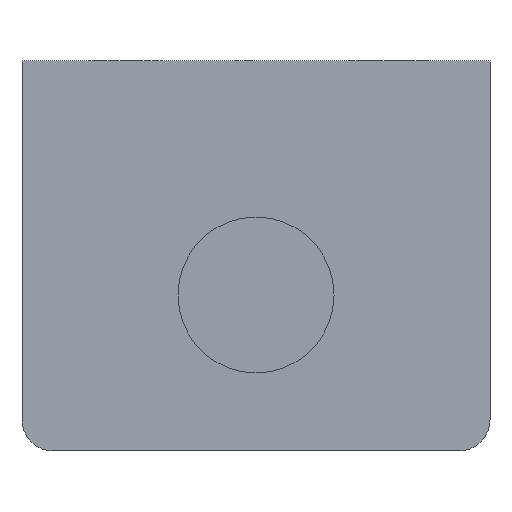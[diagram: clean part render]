
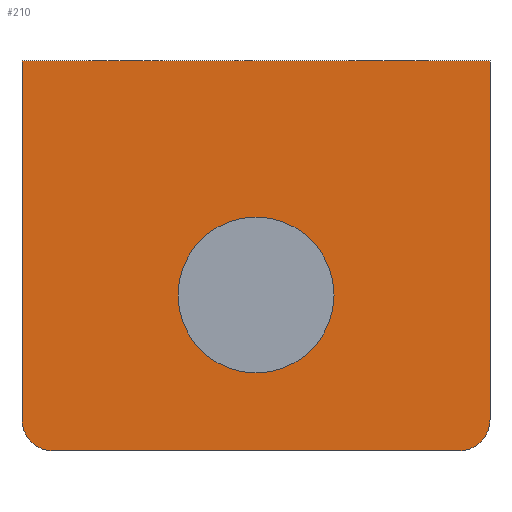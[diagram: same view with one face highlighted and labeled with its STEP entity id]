
A CAD part, left-side view. The second image highlights one B-rep face of the part: STEP entity #210.
In plain terms, the highlighted planar face has unit normal (-1, 0, 0).
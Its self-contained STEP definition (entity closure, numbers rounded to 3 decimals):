
#7 = ORIENTED_EDGE ( 'NONE', *, *, #336, .F. ) ;
#8 = AXIS2_PLACEMENT_3D ( 'NONE', #232, #526, #278 ) ;
#11 = CARTESIAN_POINT ( 'NONE',  ( 0., 30., -40. ) ) ;
#15 = VERTEX_POINT ( 'NONE', #11 ) ;
#29 = PLANE ( 'NONE',  #225 ) ;
#42 = EDGE_CURVE ( 'NONE', #78, #313, #162, .T. ) ;
#53 = VERTEX_POINT ( 'NONE', #512 ) ;
#71 = VERTEX_POINT ( 'NONE', #182 ) ;
#77 = LINE ( 'NONE', #485, #515 ) ;
#78 = VERTEX_POINT ( 'NONE', #523 ) ;
#80 = ORIENTED_EDGE ( 'NONE', *, *, #264, .F. ) ;
#91 = EDGE_CURVE ( 'NONE', #15, #53, #429, .T. ) ;
#100 = EDGE_LOOP ( 'NONE', ( #239, #273, #372, #303, #7, #453 ) ) ;
#110 = DIRECTION ( 'NONE',  ( -1., 0., 0. ) ) ;
#120 = CARTESIAN_POINT ( 'NONE',  ( 0., 56., -50. ) ) ;
#134 = DIRECTION ( 'NONE',  ( 0., 1., 0. ) ) ;
#137 = DIRECTION ( 'NONE',  ( -1., 0., 0. ) ) ;
#140 = FACE_OUTER_BOUND ( 'NONE', #100, .T. ) ;
#147 = EDGE_CURVE ( 'NONE', #463, #71, #77, .T. ) ;
#149 = EDGE_CURVE ( 'NONE', #208, #313, #288, .T. ) ;
#151 = CARTESIAN_POINT ( 'NONE',  ( 0., 60., 0. ) ) ;
#157 = CARTESIAN_POINT ( 'NONE',  ( 0., 0., -46. ) ) ;
#160 = FACE_BOUND ( 'NONE', #443, .T. ) ;
#162 = LINE ( 'NONE', #267, #271 ) ;
#182 = CARTESIAN_POINT ( 'NONE',  ( 0., 0., 0. ) ) ;
#195 = CARTESIAN_POINT ( 'NONE',  ( 0., 30., -30. ) ) ;
#208 = VERTEX_POINT ( 'NONE', #528 ) ;
#210 = ADVANCED_FACE ( 'NONE', ( #160, #140 ), #29, .T. ) ;
#220 = ORIENTED_EDGE ( 'NONE', *, *, #91, .F. ) ;
#225 = AXIS2_PLACEMENT_3D ( 'NONE', #322, #110, #408 ) ;
#227 = VECTOR ( 'NONE', #241, 1000. ) ;
#232 = CARTESIAN_POINT ( 'NONE',  ( 0., 56., -46. ) ) ;
#239 = ORIENTED_EDGE ( 'NONE', *, *, #42, .F. ) ;
#241 = DIRECTION ( 'NONE',  ( 0., 0., -1. ) ) ;
#244 = DIRECTION ( 'NONE',  ( 0., 0., 1. ) ) ;
#253 = EDGE_CURVE ( 'NONE', #71, #269, #344, .T. ) ;
#264 = EDGE_CURVE ( 'NONE', #53, #15, #270, .T. ) ;
#267 = CARTESIAN_POINT ( 'NONE',  ( 0., 0., -50. ) ) ;
#269 = VERTEX_POINT ( 'NONE', #157 ) ;
#270 = CIRCLE ( 'NONE', #315, 10. ) ;
#271 = VECTOR ( 'NONE', #134, 1000. ) ;
#273 = ORIENTED_EDGE ( 'NONE', *, *, #407, .T. ) ;
#276 = DIRECTION ( 'NONE',  ( 0., 0., 1. ) ) ;
#278 = DIRECTION ( 'NONE',  ( 0., 0., 1. ) ) ;
#284 = CARTESIAN_POINT ( 'NONE',  ( 0., 0., 0. ) ) ;
#288 = CIRCLE ( 'NONE', #8, 4. ) ;
#303 = ORIENTED_EDGE ( 'NONE', *, *, #147, .F. ) ;
#313 = VERTEX_POINT ( 'NONE', #120 ) ;
#315 = AXIS2_PLACEMENT_3D ( 'NONE', #195, #494, #244 ) ;
#322 = CARTESIAN_POINT ( 'NONE',  ( 0., 0., 0. ) ) ;
#334 = DIRECTION ( 'NONE',  ( 0., 0., 1. ) ) ;
#336 = EDGE_CURVE ( 'NONE', #208, #463, #476, .T. ) ;
#340 = CIRCLE ( 'NONE', #475, 4. ) ;
#344 = LINE ( 'NONE', #284, #227 ) ;
#357 = DIRECTION ( 'NONE',  ( 0., -1., 0. ) ) ;
#372 = ORIENTED_EDGE ( 'NONE', *, *, #253, .F. ) ;
#378 = CARTESIAN_POINT ( 'NONE',  ( 0., 60., 0. ) ) ;
#381 = VECTOR ( 'NONE', #334, 1000. ) ;
#397 = CARTESIAN_POINT ( 'NONE',  ( 0., 30., -30. ) ) ;
#407 = EDGE_CURVE ( 'NONE', #78, #269, #340, .T. ) ;
#408 = DIRECTION ( 'NONE',  ( 0., 0., 1. ) ) ;
#429 = CIRCLE ( 'NONE', #497, 10. ) ;
#441 = DIRECTION ( 'NONE',  ( 0., 0., 1. ) ) ;
#443 = EDGE_LOOP ( 'NONE', ( #80, #220 ) ) ;
#453 = ORIENTED_EDGE ( 'NONE', *, *, #149, .T. ) ;
#463 = VERTEX_POINT ( 'NONE', #151 ) ;
#475 = AXIS2_PLACEMENT_3D ( 'NONE', #486, #524, #276 ) ;
#476 = LINE ( 'NONE', #378, #381 ) ;
#485 = CARTESIAN_POINT ( 'NONE',  ( 0., 0., 0. ) ) ;
#486 = CARTESIAN_POINT ( 'NONE',  ( 0., 4., -46. ) ) ;
#494 = DIRECTION ( 'NONE',  ( -1., 0., 0. ) ) ;
#497 = AXIS2_PLACEMENT_3D ( 'NONE', #397, #137, #441 ) ;
#512 = CARTESIAN_POINT ( 'NONE',  ( 0., 30., -20. ) ) ;
#515 = VECTOR ( 'NONE', #357, 1000. ) ;
#523 = CARTESIAN_POINT ( 'NONE',  ( 0., 4., -50. ) ) ;
#524 = DIRECTION ( 'NONE',  ( -1., 0., 0. ) ) ;
#526 = DIRECTION ( 'NONE',  ( -1., 0., 0. ) ) ;
#528 = CARTESIAN_POINT ( 'NONE',  ( 0., 60., -46. ) ) ;
